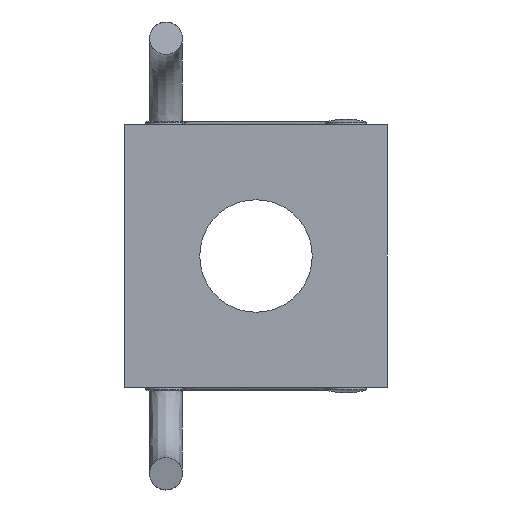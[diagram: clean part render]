
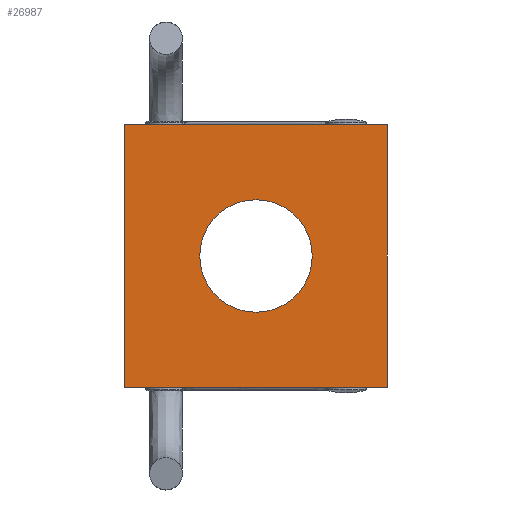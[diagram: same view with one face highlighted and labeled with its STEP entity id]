
A CAD part, front view. The second image highlights one B-rep face of the part: STEP entity #26987.
In plain terms, the highlighted planar face has unit normal (0, -1, 0).
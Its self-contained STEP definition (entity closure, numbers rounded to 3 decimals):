
#1965 = PLANE ( 'NONE',  #18812 ) ;
#2480 = CARTESIAN_POINT ( 'NONE',  ( 0., -3.502, 1.5 ) ) ;
#2507 = CARTESIAN_POINT ( 'NONE',  ( 3.5, -3.502, 3.5 ) ) ;
#3116 = DIRECTION ( 'NONE',  ( 0., 0., 1. ) ) ;
#3931 = LINE ( 'NONE', #5232, #21272 ) ;
#4235 = DIRECTION ( 'NONE',  ( 0., -1., 0. ) ) ;
#4820 = VERTEX_POINT ( 'NONE', #24137 ) ;
#5232 = CARTESIAN_POINT ( 'NONE',  ( 3.5, -3.502, -3.5 ) ) ;
#5418 = CARTESIAN_POINT ( 'NONE',  ( 0., -3.502, 0. ) ) ;
#5650 = EDGE_CURVE ( 'NONE', #6974, #22755, #15910, .T. ) ;
#6974 = VERTEX_POINT ( 'NONE', #17543 ) ;
#7503 = DIRECTION ( 'NONE',  ( 0., 0., -1. ) ) ;
#8985 = EDGE_CURVE ( 'NONE', #20373, #4820, #23595, .T. ) ;
#9136 = CIRCLE ( 'NONE', #25974, 1.5 ) ;
#9163 = CARTESIAN_POINT ( 'NONE',  ( 3.5, -3.502, -3.5 ) ) ;
#9930 = ORIENTED_EDGE ( 'NONE', *, *, #8985, .F. ) ;
#10853 = DIRECTION ( 'NONE',  ( 0., -1., 0. ) ) ;
#10932 = EDGE_CURVE ( 'NONE', #4820, #20373, #9136, .T. ) ;
#11040 = DIRECTION ( 'NONE',  ( 1., 0., 0. ) ) ;
#11389 = FACE_BOUND ( 'NONE', #24784, .T. ) ;
#11713 = ORIENTED_EDGE ( 'NONE', *, *, #14763, .T. ) ;
#11961 = CARTESIAN_POINT ( 'NONE',  ( -3.5, -3.502, -3.5 ) ) ;
#12158 = VERTEX_POINT ( 'NONE', #2507 ) ;
#12930 = CARTESIAN_POINT ( 'NONE',  ( -3.5, -3.502, -3.5 ) ) ;
#13214 = VECTOR ( 'NONE', #11040, 1000. ) ;
#13716 = VECTOR ( 'NONE', #18471, 1000. ) ;
#14716 = ORIENTED_EDGE ( 'NONE', *, *, #26282, .T. ) ;
#14763 = EDGE_CURVE ( 'NONE', #22755, #16301, #24370, .T. ) ;
#15254 = VECTOR ( 'NONE', #17143, 1000. ) ;
#15910 = LINE ( 'NONE', #12930, #15254 ) ;
#16301 = VERTEX_POINT ( 'NONE', #9163 ) ;
#16753 = CARTESIAN_POINT ( 'NONE',  ( 0., -3.502, 0. ) ) ;
#17143 = DIRECTION ( 'NONE',  ( 0., 0., -1. ) ) ;
#17543 = CARTESIAN_POINT ( 'NONE',  ( -3.5, -3.502, 3.5 ) ) ;
#18471 = DIRECTION ( 'NONE',  ( -1., 0., 0. ) ) ;
#18633 = LINE ( 'NONE', #22880, #13716 ) ;
#18812 = AXIS2_PLACEMENT_3D ( 'NONE', #16753, #4235, #18850 ) ;
#18850 = DIRECTION ( 'NONE',  ( 0., 0., -1. ) ) ;
#19123 = EDGE_CURVE ( 'NONE', #12158, #6974, #18633, .T. ) ;
#19132 = ORIENTED_EDGE ( 'NONE', *, *, #5650, .T. ) ;
#19985 = DIRECTION ( 'NONE',  ( 0., -1., 0. ) ) ;
#20373 = VERTEX_POINT ( 'NONE', #2480 ) ;
#21272 = VECTOR ( 'NONE', #3116, 1000. ) ;
#21860 = AXIS2_PLACEMENT_3D ( 'NONE', #5418, #19985, #7503 ) ;
#21868 = FACE_OUTER_BOUND ( 'NONE', #23926, .T. ) ;
#22755 = VERTEX_POINT ( 'NONE', #11961 ) ;
#22784 = ORIENTED_EDGE ( 'NONE', *, *, #10932, .F. ) ;
#22880 = CARTESIAN_POINT ( 'NONE',  ( 3.5, -3.502, 3.5 ) ) ;
#23378 = CARTESIAN_POINT ( 'NONE',  ( 0., -3.502, 0. ) ) ;
#23460 = CARTESIAN_POINT ( 'NONE',  ( 3.5, -3.502, -3.5 ) ) ;
#23595 = CIRCLE ( 'NONE', #21860, 1.5 ) ;
#23926 = EDGE_LOOP ( 'NONE', ( #19132, #11713, #14716, #24573 ) ) ;
#24137 = CARTESIAN_POINT ( 'NONE',  ( 0., -3.502, -1.5 ) ) ;
#24370 = LINE ( 'NONE', #23460, #13214 ) ;
#24573 = ORIENTED_EDGE ( 'NONE', *, *, #19123, .T. ) ;
#24784 = EDGE_LOOP ( 'NONE', ( #22784, #9930 ) ) ;
#25493 = DIRECTION ( 'NONE',  ( 0., 0., -1. ) ) ;
#25974 = AXIS2_PLACEMENT_3D ( 'NONE', #23378, #10853, #25493 ) ;
#26282 = EDGE_CURVE ( 'NONE', #16301, #12158, #3931, .T. ) ;
#26987 = ADVANCED_FACE ( 'NONE', ( #11389, #21868 ), #1965, .T. ) ;
